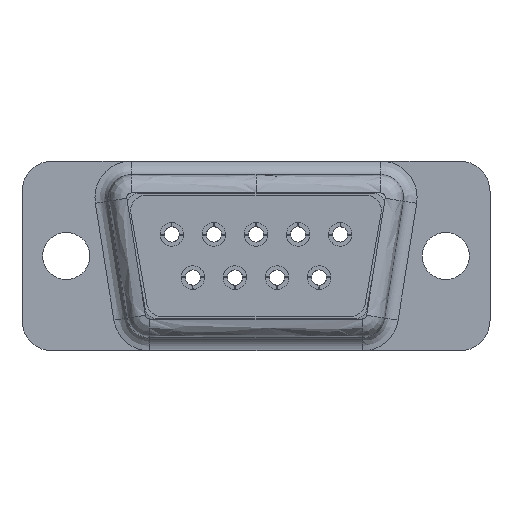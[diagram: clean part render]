
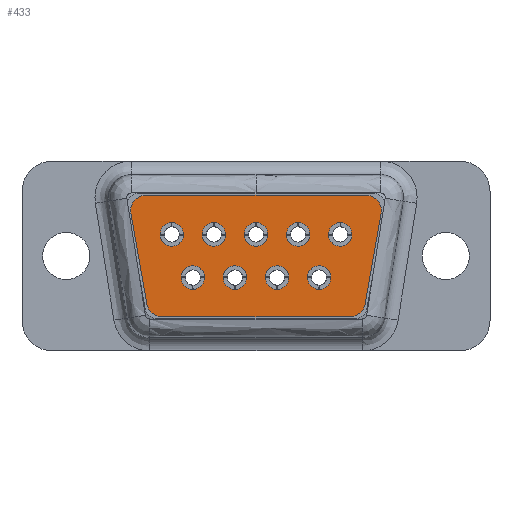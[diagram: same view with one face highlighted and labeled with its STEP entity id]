
A CAD part, front view. The second image highlights one B-rep face of the part: STEP entity #433.
In plain terms, the highlighted planar face has unit normal (0, -1, 0).
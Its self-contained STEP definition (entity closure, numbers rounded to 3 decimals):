
#433 = ADVANCED_FACE( '', ( #887, #888, #889, #890, #891, #892, #893, #894, #895, #896 ), #897, .F. );
#887 = FACE_BOUND( '', #1741, .T. );
#888 = FACE_BOUND( '', #1742, .T. );
#889 = FACE_BOUND( '', #1743, .T. );
#890 = FACE_BOUND( '', #1744, .T. );
#891 = FACE_BOUND( '', #1745, .T. );
#892 = FACE_BOUND( '', #1746, .T. );
#893 = FACE_BOUND( '', #1747, .T. );
#894 = FACE_BOUND( '', #1748, .T. );
#895 = FACE_BOUND( '', #1749, .T. );
#896 = FACE_OUTER_BOUND( '', #1750, .T. );
#897 = PLANE( '', #1751 );
#1741 = EDGE_LOOP( '', ( #3925 ) );
#1742 = EDGE_LOOP( '', ( #3926 ) );
#1743 = EDGE_LOOP( '', ( #3927 ) );
#1744 = EDGE_LOOP( '', ( #3928 ) );
#1745 = EDGE_LOOP( '', ( #3929 ) );
#1746 = EDGE_LOOP( '', ( #3930 ) );
#1747 = EDGE_LOOP( '', ( #3931 ) );
#1748 = EDGE_LOOP( '', ( #3932 ) );
#1749 = EDGE_LOOP( '', ( #3933 ) );
#1750 = EDGE_LOOP( '', ( #3934, #3935, #3936, #3937, #3938, #3939, #3940, #3941 ) );
#1751 = AXIS2_PLACEMENT_3D( '', #3942, #3943, #3944 );
#3925 = ORIENTED_EDGE( '', *, *, #5062, .F. );
#3926 = ORIENTED_EDGE( '', *, *, #4985, .F. );
#3927 = ORIENTED_EDGE( '', *, *, #5031, .F. );
#3928 = ORIENTED_EDGE( '', *, *, #5163, .F. );
#3929 = ORIENTED_EDGE( '', *, *, #5111, .F. );
#3930 = ORIENTED_EDGE( '', *, *, #5097, .F. );
#3931 = ORIENTED_EDGE( '', *, *, #5164, .F. );
#3932 = ORIENTED_EDGE( '', *, *, #5165, .F. );
#3933 = ORIENTED_EDGE( '', *, *, #5166, .F. );
#3934 = ORIENTED_EDGE( '', *, *, #5139, .F. );
#3935 = ORIENTED_EDGE( '', *, *, #5167, .F. );
#3936 = ORIENTED_EDGE( '', *, *, #5150, .F. );
#3937 = ORIENTED_EDGE( '', *, *, #5168, .F. );
#3938 = ORIENTED_EDGE( '', *, *, #5160, .F. );
#3939 = ORIENTED_EDGE( '', *, *, #5169, .F. );
#3940 = ORIENTED_EDGE( '', *, *, #5170, .F. );
#3941 = ORIENTED_EDGE( '', *, *, #5171, .F. );
#3942 = CARTESIAN_POINT( '', ( -7.25, -5.2, 3. ) );
#3943 = DIRECTION( '', ( 0., 1., 0. ) );
#3944 = DIRECTION( '', ( 0., 0., 1. ) );
#4985 = EDGE_CURVE( '', #5595, #5595, #5596, .F. );
#5031 = EDGE_CURVE( '', #5676, #5676, #5677, .F. );
#5062 = EDGE_CURVE( '', #5730, #5730, #5731, .F. );
#5097 = EDGE_CURVE( '', #5786, #5786, #5787, .F. );
#5111 = EDGE_CURVE( '', #5807, #5807, #5808, .F. );
#5139 = EDGE_CURVE( '', #5850, #5852, #5853, .T. );
#5150 = EDGE_CURVE( '', #5869, #5871, #5872, .T. );
#5160 = EDGE_CURVE( '', #5885, #5887, #5888, .T. );
#5163 = EDGE_CURVE( '', #5891, #5891, #5892, .F. );
#5164 = EDGE_CURVE( '', #5893, #5893, #5894, .F. );
#5165 = EDGE_CURVE( '', #5895, #5895, #5896, .F. );
#5166 = EDGE_CURVE( '', #5897, #5897, #5898, .F. );
#5167 = EDGE_CURVE( '', #5871, #5850, #5899, .T. );
#5168 = EDGE_CURVE( '', #5887, #5869, #5900, .T. );
#5169 = EDGE_CURVE( '', #5901, #5885, #5902, .T. );
#5170 = EDGE_CURVE( '', #5903, #5901, #5904, .T. );
#5171 = EDGE_CURVE( '', #5852, #5903, #5905, .T. );
#5595 = VERTEX_POINT( '', #6551 );
#5596 = CIRCLE( '', #6552, 0.77 );
#5676 = VERTEX_POINT( '', #6661 );
#5677 = CIRCLE( '', #6662, 0.77 );
#5730 = VERTEX_POINT( '', #6740 );
#5731 = CIRCLE( '', #6741, 0.77 );
#5786 = VERTEX_POINT( '', #6818 );
#5787 = CIRCLE( '', #6819, 0.77 );
#5807 = VERTEX_POINT( '', #6844 );
#5808 = CIRCLE( '', #6845, 0.77 );
#5850 = VERTEX_POINT( '', #6982 );
#5852 = VERTEX_POINT( '', #6985 );
#5853 = CIRCLE( '', #6986, 1. );
#5869 = VERTEX_POINT( '', #7006 );
#5871 = VERTEX_POINT( '', #7009 );
#5872 = CIRCLE( '', #7010, 1. );
#5885 = VERTEX_POINT( '', #7035 );
#5887 = VERTEX_POINT( '', #7038 );
#5888 = CIRCLE( '', #7039, 1. );
#5891 = VERTEX_POINT( '', #7043 );
#5892 = CIRCLE( '', #7044, 0.77 );
#5893 = VERTEX_POINT( '', #7045 );
#5894 = CIRCLE( '', #7046, 0.77 );
#5895 = VERTEX_POINT( '', #7047 );
#5896 = CIRCLE( '', #7048, 0.77 );
#5897 = VERTEX_POINT( '', #7049 );
#5898 = CIRCLE( '', #7050, 0.77 );
#5899 = LINE( '', #7051, #7052 );
#5900 = LINE( '', #7053, #7054 );
#5901 = VERTEX_POINT( '', #7055 );
#5902 = LINE( '', #7056, #7057 );
#5903 = VERTEX_POINT( '', #7058 );
#5904 = CIRCLE( '', #7059, 1. );
#5905 = LINE( '', #7060, #7061 );
#6551 = CARTESIAN_POINT( '', ( -1.385, -5.2, -0.65 ) );
#6552 = AXIS2_PLACEMENT_3D( '', #7810, #7811, #7812 );
#6661 = CARTESIAN_POINT( '', ( 1.385, -5.2, -0.65 ) );
#6662 = AXIS2_PLACEMENT_3D( '', #7882, #7883, #7884 );
#6740 = CARTESIAN_POINT( '', ( -4.155, -5.2, -0.65 ) );
#6741 = AXIS2_PLACEMENT_3D( '', #7921, #7922, #7923 );
#6818 = CARTESIAN_POINT( '', ( -2.77, -5.2, 2.19 ) );
#6819 = AXIS2_PLACEMENT_3D( '', #7972, #7973, #7974 );
#6844 = CARTESIAN_POINT( '', ( -5.54, -5.2, 2.19 ) );
#6845 = AXIS2_PLACEMENT_3D( '', #7992, #7993, #7994 );
#6982 = CARTESIAN_POINT( '', ( -8.235, -5.2, 2.826 ) );
#6985 = CARTESIAN_POINT( '', ( -7.25, -5.2, 4. ) );
#6986 = AXIS2_PLACEMENT_3D( '', #8035, #8036, #8037 );
#7006 = CARTESIAN_POINT( '', ( -6.192, -5.2, -4. ) );
#7009 = CARTESIAN_POINT( '', ( -7.177, -5.2, -3.174 ) );
#7010 = AXIS2_PLACEMENT_3D( '', #8052, #8053, #8054 );
#7035 = CARTESIAN_POINT( '', ( 7.177, -5.2, -3.174 ) );
#7038 = CARTESIAN_POINT( '', ( 6.192, -5.2, -4. ) );
#7039 = AXIS2_PLACEMENT_3D( '', #8064, #8065, #8066 );
#7043 = CARTESIAN_POINT( '', ( 4.155, -5.2, -0.65 ) );
#7044 = AXIS2_PLACEMENT_3D( '', #8068, #8069, #8070 );
#7045 = CARTESIAN_POINT( '', ( 0., -5.2, 2.19 ) );
#7046 = AXIS2_PLACEMENT_3D( '', #8071, #8072, #8073 );
#7047 = CARTESIAN_POINT( '', ( 2.77, -5.2, 2.19 ) );
#7048 = AXIS2_PLACEMENT_3D( '', #8074, #8075, #8076 );
#7049 = CARTESIAN_POINT( '', ( 5.54, -5.2, 2.19 ) );
#7050 = AXIS2_PLACEMENT_3D( '', #8077, #8078, #8079 );
#7051 = CARTESIAN_POINT( '', ( -7.177, -5.2, -3.174 ) );
#7052 = VECTOR( '', #8080, 1000. );
#7053 = CARTESIAN_POINT( '', ( 6.192, -5.2, -4. ) );
#7054 = VECTOR( '', #8081, 1000. );
#7055 = CARTESIAN_POINT( '', ( 8.235, -5.2, 2.826 ) );
#7056 = CARTESIAN_POINT( '', ( 8.235, -5.2, 2.826 ) );
#7057 = VECTOR( '', #8082, 1000. );
#7058 = CARTESIAN_POINT( '', ( 7.25, -5.2, 4. ) );
#7059 = AXIS2_PLACEMENT_3D( '', #8083, #8084, #8085 );
#7060 = CARTESIAN_POINT( '', ( -7.25, -5.2, 4. ) );
#7061 = VECTOR( '', #8086, 1000. );
#7810 = CARTESIAN_POINT( '', ( -1.385, -5.2, -1.42 ) );
#7811 = DIRECTION( '', ( 0., 1., 0. ) );
#7812 = DIRECTION( '', ( 0., 0., 1. ) );
#7882 = CARTESIAN_POINT( '', ( 1.385, -5.2, -1.42 ) );
#7883 = DIRECTION( '', ( 0., 1., 0. ) );
#7884 = DIRECTION( '', ( 0., 0., 1. ) );
#7921 = CARTESIAN_POINT( '', ( -4.155, -5.2, -1.42 ) );
#7922 = DIRECTION( '', ( 0., 1., 0. ) );
#7923 = DIRECTION( '', ( 0., 0., 1. ) );
#7972 = CARTESIAN_POINT( '', ( -2.77, -5.2, 1.42 ) );
#7973 = DIRECTION( '', ( 0., 1., 0. ) );
#7974 = DIRECTION( '', ( 0., 0., 1. ) );
#7992 = CARTESIAN_POINT( '', ( -5.54, -5.2, 1.42 ) );
#7993 = DIRECTION( '', ( 0., 1., 0. ) );
#7994 = DIRECTION( '', ( 0., 0., 1. ) );
#8035 = CARTESIAN_POINT( '', ( -7.25, -5.2, 3. ) );
#8036 = DIRECTION( '', ( 0., 1., 0. ) );
#8037 = DIRECTION( '', ( 1., 0., 0. ) );
#8052 = CARTESIAN_POINT( '', ( -6.192, -5.2, -3. ) );
#8053 = DIRECTION( '', ( 0., 1., 0. ) );
#8054 = DIRECTION( '', ( 1., 0., 0. ) );
#8064 = CARTESIAN_POINT( '', ( 6.192, -5.2, -3. ) );
#8065 = DIRECTION( '', ( 0., 1., 0. ) );
#8066 = DIRECTION( '', ( 1., 0., 0. ) );
#8068 = CARTESIAN_POINT( '', ( 4.155, -5.2, -1.42 ) );
#8069 = DIRECTION( '', ( 0., 1., 0. ) );
#8070 = DIRECTION( '', ( 0., 0., 1. ) );
#8071 = CARTESIAN_POINT( '', ( 0., -5.2, 1.42 ) );
#8072 = DIRECTION( '', ( 0., 1., 0. ) );
#8073 = DIRECTION( '', ( 0., 0., 1. ) );
#8074 = CARTESIAN_POINT( '', ( 2.77, -5.2, 1.42 ) );
#8075 = DIRECTION( '', ( 0., 1., 0. ) );
#8076 = DIRECTION( '', ( 0., 0., 1. ) );
#8077 = CARTESIAN_POINT( '', ( 5.54, -5.2, 1.42 ) );
#8078 = DIRECTION( '', ( 0., 1., 0. ) );
#8079 = DIRECTION( '', ( 0., 0., 1. ) );
#8080 = DIRECTION( '', ( -0.174, 0., 0.985 ) );
#8081 = DIRECTION( '', ( -1., 0., 0. ) );
#8082 = DIRECTION( '', ( -0.174, 0., -0.985 ) );
#8083 = CARTESIAN_POINT( '', ( 7.25, -5.2, 3. ) );
#8084 = DIRECTION( '', ( 0., 1., 0. ) );
#8085 = DIRECTION( '', ( -1., 0., 0. ) );
#8086 = DIRECTION( '', ( 1., 0., 0. ) );
